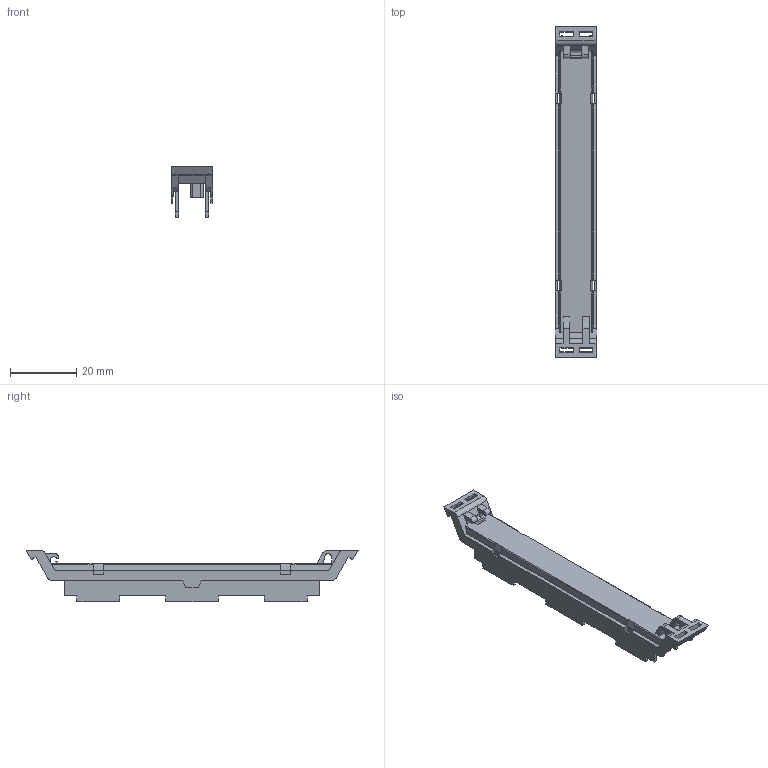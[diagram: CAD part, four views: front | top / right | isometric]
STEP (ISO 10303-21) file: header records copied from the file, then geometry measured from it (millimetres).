
FILE_DESCRIPTION(('CATIA V5R24 STEP','CAx-IF Rec.Pracs.--- Model Styling and Organization---1.2---2011-12-15'),'2;1');
FILE_NAME ('13171556_2', '2018-06-22T08:19:51+00:00', ('Weidmueller Interface'), ('Weidmueller'), 'CATIA Version 5-6 Release 2014 SP4', 'CATIA V5 STEP AP214', 'none');
FILE_SCHEMA(('AUTOMOTIVE_DESIGN { 1 0 10303 214 1 1 1 1 }'));
Length unit declared in the file: millimetre
Products named in the file (1): 1294350000
Bounding box: 12.5 x 100 x 15.5 mm (x, y, z)
Volume: 3303.9 mm3; surface area: 6947.2 mm2
Topology: 1 solids, 1 shells, 229 faces, 849 edges, 610 vertices
Faces by surface type: plane 174, cylinder 42, extrusion 13
Entity records: 9283 total; most frequent: CARTESIAN_POINT 2141, ORIENTED_EDGE 1698, DIRECTION 1071, EDGE_CURVE 849, VECTOR 669, LINE 656, VERTEX_POINT 610, AXIS2_PLACEMENT_3D 251
